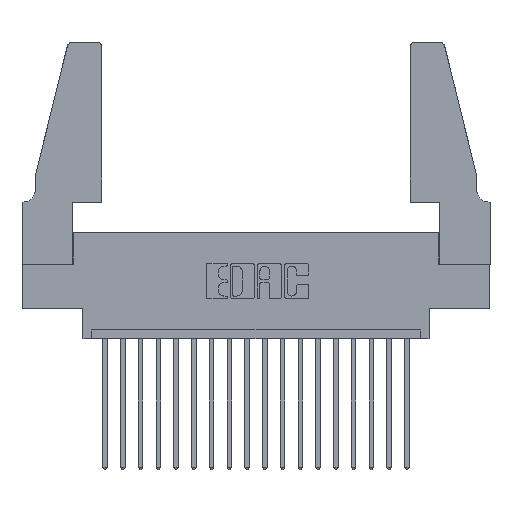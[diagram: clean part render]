
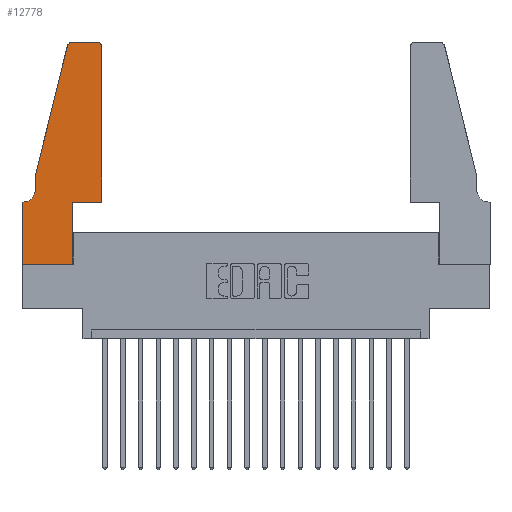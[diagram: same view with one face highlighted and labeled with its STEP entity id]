
A CAD part, top view. The second image highlights one B-rep face of the part: STEP entity #12778.
In plain terms, the highlighted planar face has unit normal (0, 0, 1).
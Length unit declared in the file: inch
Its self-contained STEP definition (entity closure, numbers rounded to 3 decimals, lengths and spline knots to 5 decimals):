
#171 = CARTESIAN_POINT ( 'NONE',  ( 0.0055, 0.35, 0.37 ) ) ;
#754 = VERTEX_POINT ( 'NONE', #6799 ) ;
#779 = EDGE_LOOP ( 'NONE', ( #17381, #19026, #1931, #10744, #1982, #16240, #10838, #16806, #17969, #10705, #5634, #13457 ) ) ;
#782 = DIRECTION ( 'NONE',  ( 1., 0., 0. ) ) ;
#1174 = DIRECTION ( 'NONE',  ( 0., 0., -1. ) ) ;
#1210 = CARTESIAN_POINT ( 'NONE',  ( 0.4205, 1.22, 0.37 ) ) ;
#1677 = CARTESIAN_POINT ( 'NONE',  ( 0., 0.35, 0.37 ) ) ;
#1931 = ORIENTED_EDGE ( 'NONE', *, *, #17385, .T. ) ;
#1982 = ORIENTED_EDGE ( 'NONE', *, *, #4086, .T. ) ;
#2101 = VERTEX_POINT ( 'NONE', #11596 ) ;
#2371 = CARTESIAN_POINT ( 'NONE',  ( 0.284, 1.22, 0.37 ) ) ;
#2427 = CARTESIAN_POINT ( 'NONE',  ( 0.4505, 0.35, 0.37 ) ) ;
#2530 = VERTEX_POINT ( 'NONE', #171 ) ;
#2583 = VECTOR ( 'NONE', #11702, 39.37008 ) ;
#2622 = VERTEX_POINT ( 'NONE', #18053 ) ;
#2786 = CARTESIAN_POINT ( 'NONE',  ( 0.4505, 0.35, 0.37 ) ) ;
#3007 = EDGE_CURVE ( 'NONE', #754, #15023, #16273, .T. ) ;
#3017 = DIRECTION ( 'NONE',  ( 0., 1., 0. ) ) ;
#3122 = CARTESIAN_POINT ( 'NONE',  ( 0.0755, 0.35, 0.37 ) ) ;
#3327 = VECTOR ( 'NONE', #8060, 39.37008 ) ;
#3632 = CARTESIAN_POINT ( 'NONE',  ( 0., 0.35, 0.37 ) ) ;
#3722 = VECTOR ( 'NONE', #12807, 39.37008 ) ;
#3858 = CARTESIAN_POINT ( 'NONE',  ( 0., 0., 0.37 ) ) ;
#3979 = VECTOR ( 'NONE', #5305, 39.37008 ) ;
#4086 = EDGE_CURVE ( 'NONE', #14931, #2530, #7139, .T. ) ;
#4357 = DIRECTION ( 'NONE',  ( 0., -1., 0. ) ) ;
#4492 = LINE ( 'NONE', #3122, #3327 ) ;
#5061 = VECTOR ( 'NONE', #13559, 39.37008 ) ;
#5305 = DIRECTION ( 'NONE',  ( -0.239, -0.971, 0. ) ) ;
#5344 = DIRECTION ( 'NONE',  ( 0., -1., 0. ) ) ;
#5366 = LINE ( 'NONE', #2427, #2583 ) ;
#5456 = AXIS2_PLACEMENT_3D ( 'NONE', #1677, #16303, #7547 ) ;
#5634 = ORIENTED_EDGE ( 'NONE', *, *, #8045, .T. ) ;
#6055 = PLANE ( 'NONE',  #5456 ) ;
#6799 = CARTESIAN_POINT ( 'NONE',  ( 0., 0., 0.37 ) ) ;
#7139 = CIRCLE ( 'NONE', #14314, 0.07 ) ;
#7145 = CARTESIAN_POINT ( 'NONE',  ( 0.2865, 0.35, 0.37 ) ) ;
#7273 = EDGE_CURVE ( 'NONE', #10230, #9864, #8630, .T. ) ;
#7547 = DIRECTION ( 'NONE',  ( 1., 0., 0. ) ) ;
#7627 = LINE ( 'NONE', #11725, #8346 ) ;
#7817 = VERTEX_POINT ( 'NONE', #13877 ) ;
#8045 = EDGE_CURVE ( 'NONE', #7817, #10230, #5366, .T. ) ;
#8047 = LINE ( 'NONE', #7145, #17676 ) ;
#8060 = DIRECTION ( 'NONE',  ( -1., 0., 0. ) ) ;
#8346 = VECTOR ( 'NONE', #4357, 39.37008 ) ;
#8389 = DIRECTION ( 'NONE',  ( 0., 0., 1. ) ) ;
#8630 = CIRCLE ( 'NONE', #12296, 0.03 ) ;
#9864 = VERTEX_POINT ( 'NONE', #13291 ) ;
#9911 = CARTESIAN_POINT ( 'NONE',  ( 0.2865, 0.35, 0.37 ) ) ;
#9943 = VERTEX_POINT ( 'NONE', #9911 ) ;
#10182 = VERTEX_POINT ( 'NONE', #3632 ) ;
#10230 = VERTEX_POINT ( 'NONE', #18567 ) ;
#10287 = CARTESIAN_POINT ( 'NONE',  ( 0.25487, 1.22718, 0.37 ) ) ;
#10705 = ORIENTED_EDGE ( 'NONE', *, *, #17094, .T. ) ;
#10744 = ORIENTED_EDGE ( 'NONE', *, *, #18207, .T. ) ;
#10838 = ORIENTED_EDGE ( 'NONE', *, *, #13008, .T. ) ;
#10917 = LINE ( 'NONE', #2786, #13210 ) ;
#11028 = EDGE_CURVE ( 'NONE', #15023, #9943, #8047, .T. ) ;
#11120 = LINE ( 'NONE', #18410, #3979 ) ;
#11185 = EDGE_CURVE ( 'NONE', #2622, #16326, #18145, .T. ) ;
#11406 = DIRECTION ( 'NONE',  ( -1., 0., 0. ) ) ;
#11419 = FACE_OUTER_BOUND ( 'NONE', #779, .T. ) ;
#11499 = CARTESIAN_POINT ( 'NONE',  ( 0.2605, 1.25, 0.37 ) ) ;
#11596 = CARTESIAN_POINT ( 'NONE',  ( 0.0755, 0.5, 0.37 ) ) ;
#11638 = DIRECTION ( 'NONE',  ( 1., 0., 0. ) ) ;
#11702 = DIRECTION ( 'NONE',  ( 0., 1., 0. ) ) ;
#11725 = CARTESIAN_POINT ( 'NONE',  ( 0.0755, 0.5, 0.37 ) ) ;
#11814 = DIRECTION ( 'NONE',  ( 1., 0., 0. ) ) ;
#12296 = AXIS2_PLACEMENT_3D ( 'NONE', #1210, #14516, #11638 ) ;
#12538 = EDGE_CURVE ( 'NONE', #2530, #10182, #4492, .T. ) ;
#12778 = ADVANCED_FACE ( 'NONE', ( #11419 ), #6055, .T. ) ;
#12807 = DIRECTION ( 'NONE',  ( -1., 0., 0. ) ) ;
#13008 = EDGE_CURVE ( 'NONE', #10182, #754, #18295, .T. ) ;
#13210 = VECTOR ( 'NONE', #11814, 39.37008 ) ;
#13291 = CARTESIAN_POINT ( 'NONE',  ( 0.4205, 1.25, 0.37 ) ) ;
#13457 = ORIENTED_EDGE ( 'NONE', *, *, #7273, .T. ) ;
#13559 = DIRECTION ( 'NONE',  ( 1., 0., 0. ) ) ;
#13692 = VECTOR ( 'NONE', #5344, 39.37008 ) ;
#13877 = CARTESIAN_POINT ( 'NONE',  ( 0.4505, 0.35, 0.37 ) ) ;
#14314 = AXIS2_PLACEMENT_3D ( 'NONE', #18720, #1174, #11406 ) ;
#14516 = DIRECTION ( 'NONE',  ( 0., 0., 1. ) ) ;
#14931 = VERTEX_POINT ( 'NONE', #18248 ) ;
#15023 = VERTEX_POINT ( 'NONE', #16810 ) ;
#16119 = LINE ( 'NONE', #11499, #3722 ) ;
#16217 = AXIS2_PLACEMENT_3D ( 'NONE', #2371, #8389, #782 ) ;
#16240 = ORIENTED_EDGE ( 'NONE', *, *, #12538, .T. ) ;
#16273 = LINE ( 'NONE', #17848, #5061 ) ;
#16303 = DIRECTION ( 'NONE',  ( 0., 0., 1. ) ) ;
#16326 = VERTEX_POINT ( 'NONE', #10287 ) ;
#16806 = ORIENTED_EDGE ( 'NONE', *, *, #3007, .T. ) ;
#16810 = CARTESIAN_POINT ( 'NONE',  ( 0.2865, 0., 0.37 ) ) ;
#17094 = EDGE_CURVE ( 'NONE', #9943, #7817, #10917, .T. ) ;
#17381 = ORIENTED_EDGE ( 'NONE', *, *, #18774, .T. ) ;
#17385 = EDGE_CURVE ( 'NONE', #16326, #2101, #11120, .T. ) ;
#17676 = VECTOR ( 'NONE', #3017, 39.37008 ) ;
#17848 = CARTESIAN_POINT ( 'NONE',  ( 0., 0., 0.37 ) ) ;
#17969 = ORIENTED_EDGE ( 'NONE', *, *, #11028, .T. ) ;
#18053 = CARTESIAN_POINT ( 'NONE',  ( 0.284, 1.25, 0.37 ) ) ;
#18145 = CIRCLE ( 'NONE', #16217, 0.03 ) ;
#18207 = EDGE_CURVE ( 'NONE', #2101, #14931, #7627, .T. ) ;
#18248 = CARTESIAN_POINT ( 'NONE',  ( 0.0755, 0.42, 0.37 ) ) ;
#18295 = LINE ( 'NONE', #3858, #13692 ) ;
#18410 = CARTESIAN_POINT ( 'NONE',  ( 0.0755, 0.5, 0.37 ) ) ;
#18567 = CARTESIAN_POINT ( 'NONE',  ( 0.4505, 1.22, 0.37 ) ) ;
#18720 = CARTESIAN_POINT ( 'NONE',  ( 0.0055, 0.42, 0.37 ) ) ;
#18774 = EDGE_CURVE ( 'NONE', #9864, #2622, #16119, .T. ) ;
#19026 = ORIENTED_EDGE ( 'NONE', *, *, #11185, .T. ) ;
